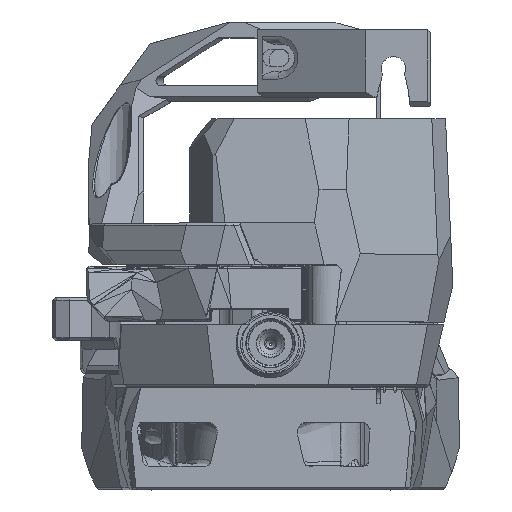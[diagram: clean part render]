
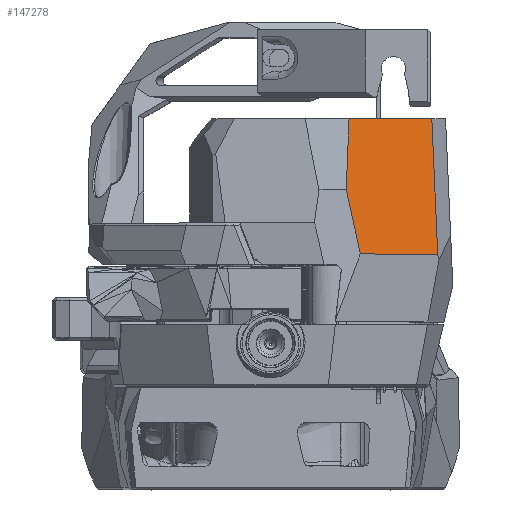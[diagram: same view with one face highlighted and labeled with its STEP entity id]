
A CAD part, top view. The second image highlights one B-rep face of the part: STEP entity #147278.
In plain terms, the highlighted planar face has unit normal (0.626, 0.07, 0.776).
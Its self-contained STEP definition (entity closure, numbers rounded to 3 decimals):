
#13914=FACE_OUTER_BOUND('',#23292,.T.);
#23292=EDGE_LOOP('',(#117504,#117505,#117506,#117507,#117508));
#36208=LINE('',#277557,#52103);
#36324=LINE('',#277811,#52219);
#36390=LINE('',#277969,#52285);
#36392=LINE('',#277973,#52287);
#36393=LINE('',#277974,#52288);
#52103=VECTOR('',#184794,1000.);
#52219=VECTOR('',#185000,10.);
#52285=VECTOR('',#185136,1000.);
#52287=VECTOR('',#185140,1000.);
#52288=VECTOR('',#185141,10.);
#67207=VERTEX_POINT('',#277555);
#67208=VERTEX_POINT('',#277556);
#67301=VERTEX_POINT('',#277809);
#67348=VERTEX_POINT('',#277967);
#67349=VERTEX_POINT('',#277972);
#84056=EDGE_CURVE('',#67207,#67208,#36208,.T.);
#84184=EDGE_CURVE('',#67207,#67301,#36324,.T.);
#84260=EDGE_CURVE('',#67348,#67301,#36390,.T.);
#84262=EDGE_CURVE('',#67349,#67348,#36392,.T.);
#84263=EDGE_CURVE('',#67349,#67208,#36393,.F.);
#117504=ORIENTED_EDGE('',*,*,#84262,.F.);
#117505=ORIENTED_EDGE('',*,*,#84263,.T.);
#117506=ORIENTED_EDGE('',*,*,#84056,.F.);
#117507=ORIENTED_EDGE('',*,*,#84184,.T.);
#117508=ORIENTED_EDGE('',*,*,#84260,.F.);
#139207=PLANE('',#158118);
#147278=ADVANCED_FACE('',(#13914),#139207,.T.);
#158118=AXIS2_PLACEMENT_3D('',#277971,#185138,#185139);
#184794=DIRECTION('',(0.044,-0.998,0.054));
#185000=DIRECTION('',(-0.778,0.,0.628));
#185136=DIRECTION('',(0.04,0.992,-0.121));
#185138=DIRECTION('center_axis',(0.626,0.07,0.776));
#185139=DIRECTION('ref_axis',(0.778,0.,-0.628));
#185140=DIRECTION('',(-0.214,0.973,0.085));
#185141=DIRECTION('',(-0.778,0.,0.628));
#277555=CARTESIAN_POINT('',(30.315,42.2,115.636));
#277556=CARTESIAN_POINT('',(31.425,16.772,117.024));
#277557=CARTESIAN_POINT('',(30.82,30.635,116.267));
#277809=CARTESIAN_POINT('',(14.752,42.2,128.193));
#277811=CARTESIAN_POINT('',(30.264,42.2,115.676));
#277967=CARTESIAN_POINT('',(14.214,28.849,129.827));
#277969=CARTESIAN_POINT('',(14.148,27.221,130.027));
#277971=CARTESIAN_POINT('Origin',(30.586,27.126,116.771));
#277972=CARTESIAN_POINT('',(16.868,16.772,128.771));
#277973=CARTESIAN_POINT('',(15.987,20.779,129.121));
#277974=CARTESIAN_POINT('',(30.988,16.772,117.377));
